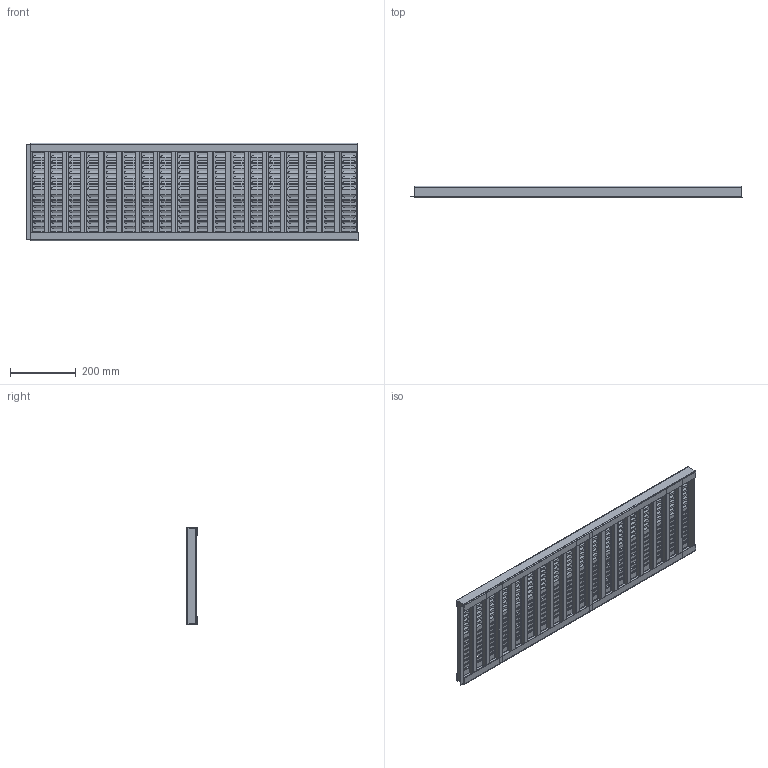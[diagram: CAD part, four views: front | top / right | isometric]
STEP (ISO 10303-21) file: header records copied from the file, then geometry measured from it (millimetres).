
FILE_DESCRIPTION((''),'2;1');
FILE_NAME('4009003015937-Schlitzlochabdeckung 1m.stp','2014-02-18T15:56:46',('mfischer'),(''),'Autodesk Inventor 2013','Autodesk Inventor 2013','');
FILE_SCHEMA(('AUTOMOTIVE_DESIGN { 1 0 10303 214 1 1 1 1 }'));
Length unit declared in the file: millimetre
Products named in the file (3): Schlitzlochabdeckung; Lüftungsgitter; Randeinfassung
Assembly tree (20 placements, depth 2):
  Schlitzlochabdeckung
    Lüftungsgitter  x18
    Randeinfassung  x2
Bounding box: 1013.75 x 35 x 299 mm (x, y, z)
Volume: 1526326.3 mm3; surface area: 1713435.9 mm2
Topology: 20 solids, 20 shells, 6704 faces, 19384 edges, 11568 vertices
Faces by surface type: plane 4284, cylinder 1268, bspline 1152
Entity records: 13789 total; most frequent: CARTESIAN_POINT 3283, ORIENTED_EDGE 2232, DIRECTION 2190, EDGE_CURVE 1116, VECTOR 744, LINE 744, AXIS2_PLACEMENT_3D 723, VERTEX_POINT 664
